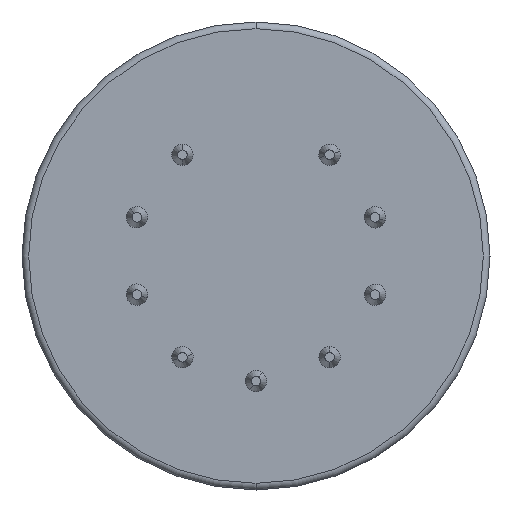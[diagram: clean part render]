
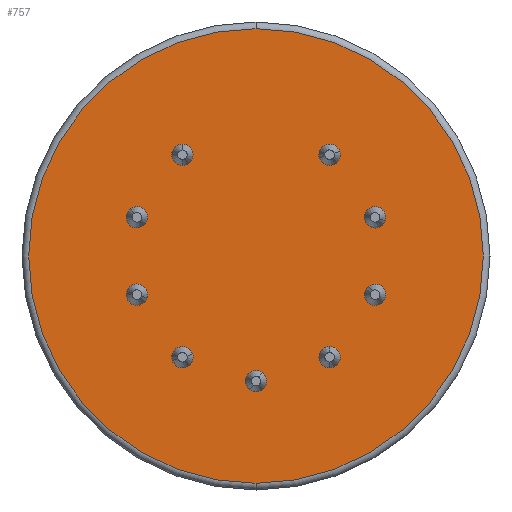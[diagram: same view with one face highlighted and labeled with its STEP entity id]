
A CAD part, front view. The second image highlights one B-rep face of the part: STEP entity #757.
In plain terms, the highlighted planar face has unit normal (0, -1, 0).
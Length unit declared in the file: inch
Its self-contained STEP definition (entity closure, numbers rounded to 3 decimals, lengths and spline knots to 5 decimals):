
#73 = VERTEX_POINT ( 'NONE', #1675 ) ;
#84 = DIRECTION ( 'NONE',  ( 0., -1., 0. ) ) ;
#264 = PLANE ( 'NONE',  #1045 ) ;
#757 = ADVANCED_FACE ( 'NONE', ( #2018 ), #264, .T. ) ;
#791 = ORIENTED_EDGE ( 'NONE', *, *, #854, .T. ) ;
#854 = EDGE_CURVE ( 'NONE', #73, #2010, #1698, .T. ) ;
#900 = CIRCLE ( 'NONE', #1048, 0.425 ) ;
#931 = CARTESIAN_POINT ( 'NONE',  ( 0., 0., 0.425 ) ) ;
#951 = CARTESIAN_POINT ( 'NONE',  ( 0., 0., 0. ) ) ;
#1045 = AXIS2_PLACEMENT_3D ( 'NONE', #1973, #84, #1131 ) ;
#1048 = AXIS2_PLACEMENT_3D ( 'NONE', #951, #1124, #1115 ) ;
#1115 = DIRECTION ( 'NONE',  ( 0., 0., -1. ) ) ;
#1124 = DIRECTION ( 'NONE',  ( 0., -1., 0. ) ) ;
#1131 = DIRECTION ( 'NONE',  ( 0., 0., -1. ) ) ;
#1472 = ORIENTED_EDGE ( 'NONE', *, *, #2008, .T. ) ;
#1500 = DIRECTION ( 'NONE',  ( 0., -1., 0. ) ) ;
#1675 = CARTESIAN_POINT ( 'NONE',  ( 0., 0., -0.425 ) ) ;
#1698 = CIRCLE ( 'NONE', #1851, 0.425 ) ;
#1743 = EDGE_LOOP ( 'NONE', ( #791, #1472 ) ) ;
#1844 = CARTESIAN_POINT ( 'NONE',  ( 0., 0., 0. ) ) ;
#1851 = AXIS2_PLACEMENT_3D ( 'NONE', #1844, #1500, #2009 ) ;
#1973 = CARTESIAN_POINT ( 'NONE',  ( 0., 0., 0. ) ) ;
#2008 = EDGE_CURVE ( 'NONE', #2010, #73, #900, .T. ) ;
#2009 = DIRECTION ( 'NONE',  ( 0., 0., -1. ) ) ;
#2010 = VERTEX_POINT ( 'NONE', #931 ) ;
#2018 = FACE_OUTER_BOUND ( 'NONE', #1743, .T. ) ;
